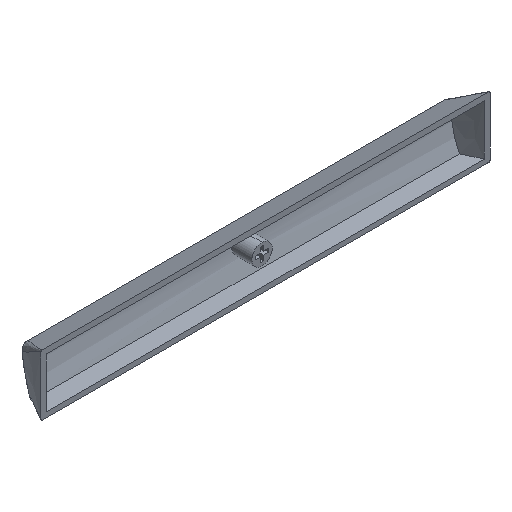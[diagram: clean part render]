
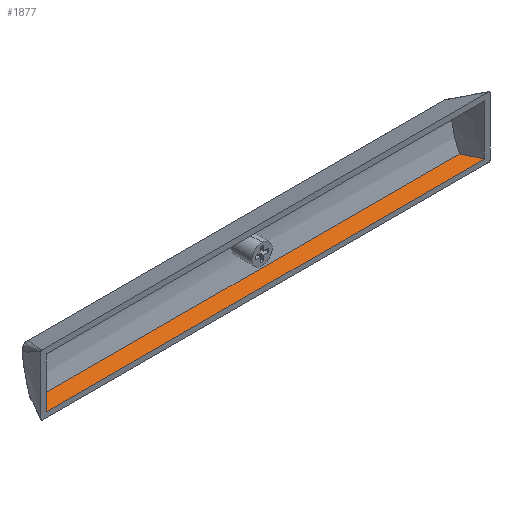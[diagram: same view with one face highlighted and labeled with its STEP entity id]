
A CAD part, isometric view. The second image highlights one B-rep face of the part: STEP entity #1877.
In plain terms, the highlighted planar face has unit normal (0, 0, 1).
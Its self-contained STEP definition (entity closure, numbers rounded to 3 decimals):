
#67 = VERTEX_POINT ( 'NONE', #616 ) ;
#83 = CARTESIAN_POINT ( 'NONE',  ( 3.253, 3.325, -16.5 ) ) ;
#186 = CARTESIAN_POINT ( 'NONE',  ( 130.039, 1.662, -16.5 ) ) ;
#274 = CARTESIAN_POINT ( 'NONE',  ( 128.462, 4.993, -16.5 ) ) ;
#286 = CARTESIAN_POINT ( 'NONE',  ( 1.664, 0., -16.5 ) ) ;
#363 = AXIS2_PLACEMENT_3D ( 'NONE', #1045, #1466, #1276 ) ;
#370 = CARTESIAN_POINT ( 'NONE',  ( 130.836, 0., -16.5 ) ) ;
#516 = CARTESIAN_POINT ( 'NONE',  ( 4.038, 4.993, -16.5 ) ) ;
#539 = CARTESIAN_POINT ( 'NONE',  ( 129.247, 3.325, -16.5 ) ) ;
#616 = CARTESIAN_POINT ( 'NONE',  ( 4.038, 4.993, -16.5 ) ) ;
#707 = B_SPLINE_CURVE_WITH_KNOTS ( 'NONE', 3,
 ( #2025, #186, #539, #1860 ),
 .UNSPECIFIED., .F., .F.,
 ( 4, 4 ),
 ( 0., 0.006 ),
 .UNSPECIFIED. ) ;
#714 = PLANE ( 'NONE',  #363 ) ;
#779 = CARTESIAN_POINT ( 'NONE',  ( 0., 0., -16.5 ) ) ;
#879 = LINE ( 'NONE', #516, #1025 ) ;
#1004 = EDGE_LOOP ( 'NONE', ( #1054, #1574, #2137, #1485 ) ) ;
#1021 = CARTESIAN_POINT ( 'NONE',  ( 2.461, 1.662, -16.5 ) ) ;
#1025 = VECTOR ( 'NONE', #1158, 1000. ) ;
#1045 = CARTESIAN_POINT ( 'NONE',  ( 0., 8.8, -16.5 ) ) ;
#1054 = ORIENTED_EDGE ( 'NONE', *, *, #2138, .T. ) ;
#1120 = VERTEX_POINT ( 'NONE', #1999 ) ;
#1158 = DIRECTION ( 'NONE',  ( 1., 0., 0. ) ) ;
#1270 = EDGE_CURVE ( 'NONE', #1120, #67, #1950, .T. ) ;
#1276 = DIRECTION ( 'NONE',  ( 1., 0., 0. ) ) ;
#1466 = DIRECTION ( 'NONE',  ( 0., 0., 1. ) ) ;
#1485 = ORIENTED_EDGE ( 'NONE', *, *, #1905, .F. ) ;
#1556 = DIRECTION ( 'NONE',  ( -1., 0., 0. ) ) ;
#1574 = ORIENTED_EDGE ( 'NONE', *, *, #2264, .F. ) ;
#1716 = VERTEX_POINT ( 'NONE', #274 ) ;
#1860 = CARTESIAN_POINT ( 'NONE',  ( 128.462, 4.993, -16.5 ) ) ;
#1864 = LINE ( 'NONE', #779, #1983 ) ;
#1877 = ADVANCED_FACE ( 'NONE', ( #2407 ), #714, .T. ) ;
#1905 = EDGE_CURVE ( 'NONE', #2232, #1120, #1864, .T. ) ;
#1950 = B_SPLINE_CURVE_WITH_KNOTS ( 'NONE', 3,
 ( #286, #1021, #83, #2386 ),
 .UNSPECIFIED., .F., .F.,
 ( 4, 4 ),
 ( 0., 0.006 ),
 .UNSPECIFIED. ) ;
#1983 = VECTOR ( 'NONE', #1556, 1000. ) ;
#1999 = CARTESIAN_POINT ( 'NONE',  ( 1.664, 0., -16.5 ) ) ;
#2025 = CARTESIAN_POINT ( 'NONE',  ( 130.836, 0., -16.5 ) ) ;
#2137 = ORIENTED_EDGE ( 'NONE', *, *, #1270, .F. ) ;
#2138 = EDGE_CURVE ( 'NONE', #2232, #1716, #707, .T. ) ;
#2232 = VERTEX_POINT ( 'NONE', #370 ) ;
#2264 = EDGE_CURVE ( 'NONE', #67, #1716, #879, .T. ) ;
#2386 = CARTESIAN_POINT ( 'NONE',  ( 4.038, 4.993, -16.5 ) ) ;
#2407 = FACE_OUTER_BOUND ( 'NONE', #1004, .T. ) ;
